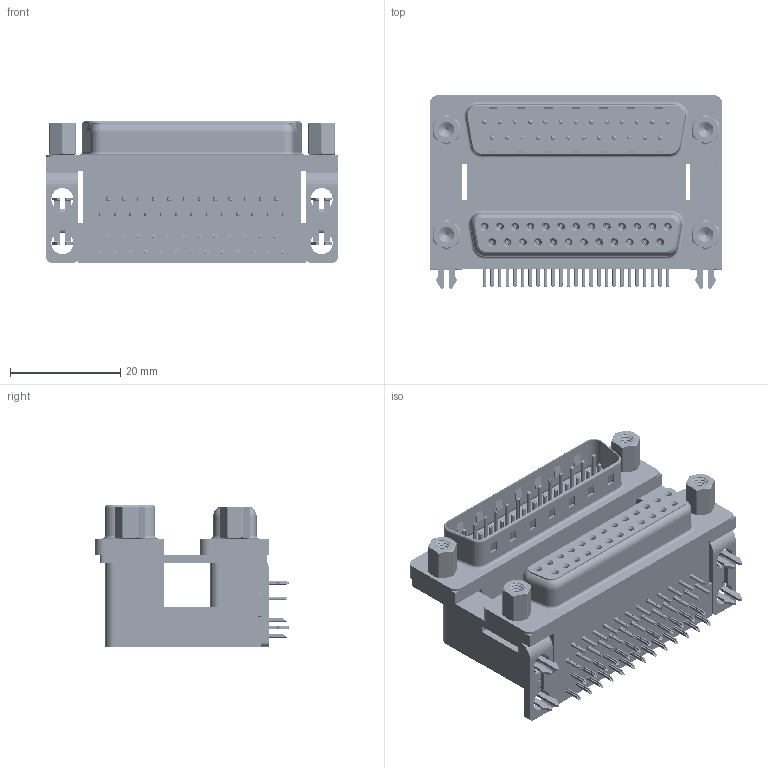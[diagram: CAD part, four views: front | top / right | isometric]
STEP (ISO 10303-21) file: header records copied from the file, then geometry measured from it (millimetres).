
FILE_DESCRIPTION (( 'STEP AP203' ), '1' );
FILE_NAME ('663-025-364-036.STEP', '2022-06-18T01:36:49', ( '' ), ( '' ), 'SwSTEP 2.0', 'SolidWorks 2020', '' );
FILE_SCHEMA (( 'CONFIG_CONTROL_DESIGN' ));
Length unit declared in the file: millimetre
Products named in the file (14): 663 Shell Receptacle_25 Contacts; 663 2 Prong Board Lock_3; 663 Mounting Bracket_2ProngM; 663-025-364-036; 663 Threaded Rivet_4-40; 663 Contact Top Lower; 663 Contact Top Upper_M; 663 Contact Bottom Upper_M; 663 Housing Lower_25 Contacts; 663 Shell Plug_25 Contacts; 663 4-40 Hex Standoff 5; 663 Housing Upper_25 Contacts M; 663 Housing Spacer_25 Contacts M; 663 Contact Bottom Lower
Assembly tree (67 placements, depth 2):
  663-025-364-036
    663 Housing Lower_25 Contacts
    663 Housing Spacer_25 Contacts M
    663 Housing Upper_25 Contacts M
    663 Shell Receptacle_25 Contacts
    663 Shell Plug_25 Contacts
    663 Contact Bottom Lower  x12
    663 Contact Top Lower  x13
    663 Contact Bottom Upper_M  x12
    663 Contact Top Upper_M  x13
    663 Mounting Bracket_2ProngM  x2
    663 2 Prong Board Lock_3  x2
    663 Threaded Rivet_4-40  x4
    663 4-40 Hex Standoff 5  x4
Bounding box: 53.04 x 35.1 x 25.6 mm (x, y, z)
Volume: 23009 mm3; surface area: 25106.5 mm2
Topology: 67 solids, 67 shells, 6607 faces, 17091 edges, 10705 vertices
Faces by surface type: plane 3403, cylinder 1737, bspline 888, cone 360, torus 219
Entity records: 62184 total; most frequent: CARTESIAN_POINT 17362, ORIENTED_EDGE 8780, DIRECTION 8317, EDGE_CURVE 4390, LINE 3117, VECTOR 3117, VERTEX_POINT 2825, AXIS2_PLACEMENT_3D 2600
